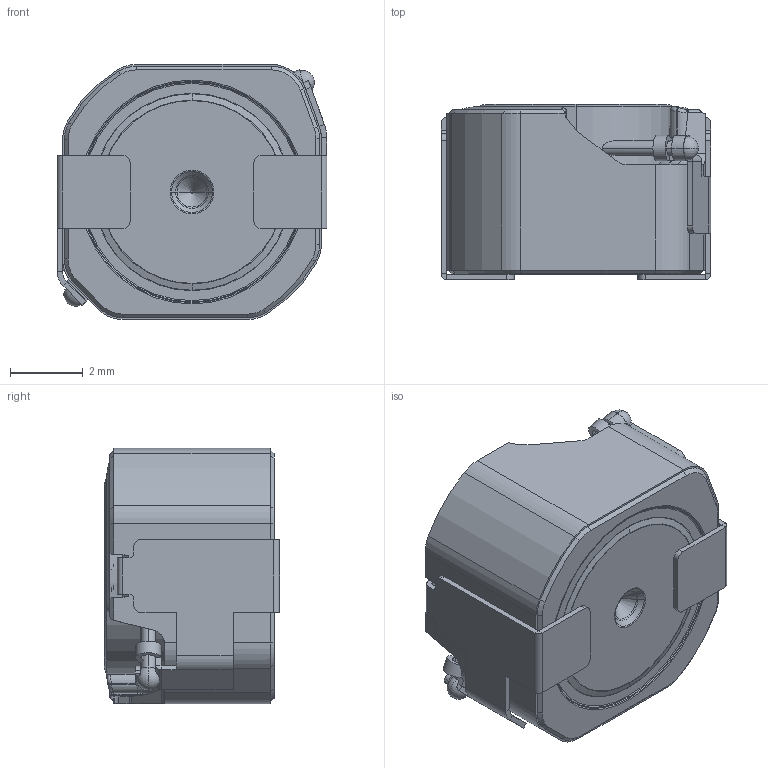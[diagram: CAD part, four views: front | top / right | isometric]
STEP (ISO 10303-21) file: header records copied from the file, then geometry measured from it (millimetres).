
FILE_DESCRIPTION (( 'STEP AP214' ), '1' );
FILE_NAME ('CLF7045NIT-150M-D.STEP', '2022-03-07T08:27:35', ( '' ), ( '' ), 'SwSTEP 2.0', 'SolidWorks 2017', '' );
FILE_SCHEMA (( 'AUTOMOTIVE_DESIGN' ));
Length unit declared in the file: millimetre
Products named in the file (1): CLF7045NIT-150M-D
Bounding box: 7.4 x 4.8 x 7 mm (x, y, z)
Volume: 198.9 mm3; surface area: 375.7 mm2
Topology: 9 solids, 9 shells, 377 faces, 970 edges, 609 vertices
Faces by surface type: plane 152, cylinder 117, cone 34, torus 32, bspline 26, sphere 16
Entity records: 11916 total; most frequent: CARTESIAN_POINT 2884, ORIENTED_EDGE 1900, DIRECTION 1853, EDGE_CURVE 950, AXIS2_PLACEMENT_3D 683, VERTEX_POINT 597, VECTOR 487, LINE 487
